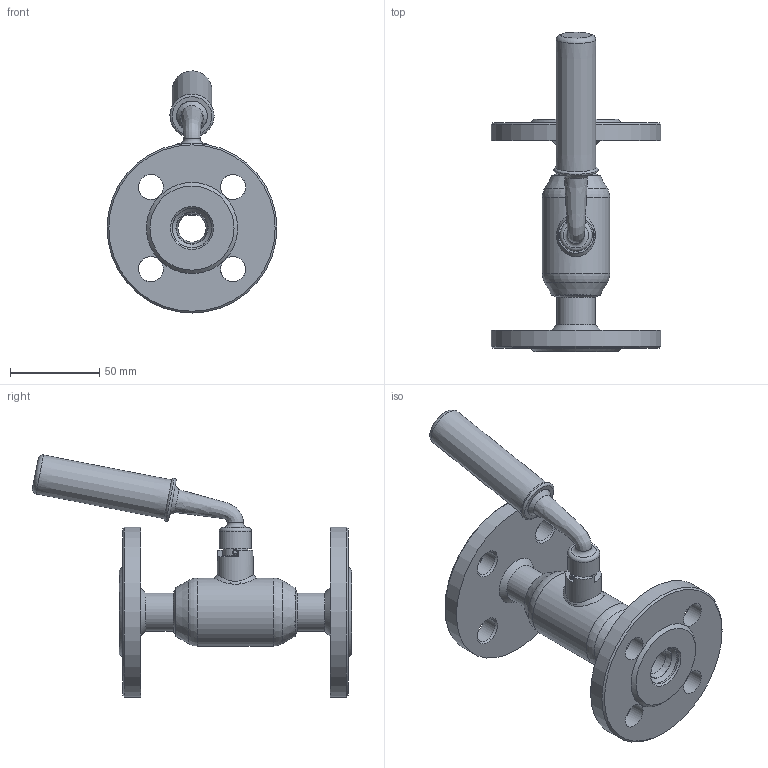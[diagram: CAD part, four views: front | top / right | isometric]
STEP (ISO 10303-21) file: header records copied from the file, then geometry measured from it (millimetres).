
FILE_DESCRIPTION(('TFLEX Exchange Step'),'2;1');
FILE_NAME('065N0300GR1 - Кран шаровой Premium DN15.stp', '2023-09-11T12:06:12+03:00',('RUCO3277'),('Unknown organisation'),'TFLEX Exchange 2022.1','T-FLEX CAD','Unknown authorisation');
FILE_SCHEMA( ('AUTOMOTIVE_DESIGN { 1 0 10303 214 1 1 1 1 }') );
Length unit declared in the file: millimetre
Products named in the file (1): Nodes
Bounding box: 95 x 178.44 x 135.34 mm (x, y, z)
Volume: 208262.1 mm3; surface area: 88008 mm2
Topology: 17 solids, 17 shells, 167 faces, 389 edges, 240 vertices
Faces by surface type: cylinder 42, plane 42, cone 34, torus 27, bspline 22
Full cylindrical faces by diameter (mm): 3 x4, 7.4 x2, 8 x2, 8.1 x1, 10 x4, 11 x1, 14 x9, 15.7 x2, 17.2 x2, 18 x1, 19.25 x2, 20 x1, 20.4 x1, 21.3 x2, 22 x2, 32 x1, 38 x1, 95 x2
Entity records: 9339 total; most frequent: CARTESIAN_POINT 5446, DIRECTION 836, ORIENTED_EDGE 744, EDGE_CURVE 372, AXIS2_PLACEMENT_3D 367, VERTEX_POINT 240, EDGE_LOOP 218, FACE_BOUND 218
